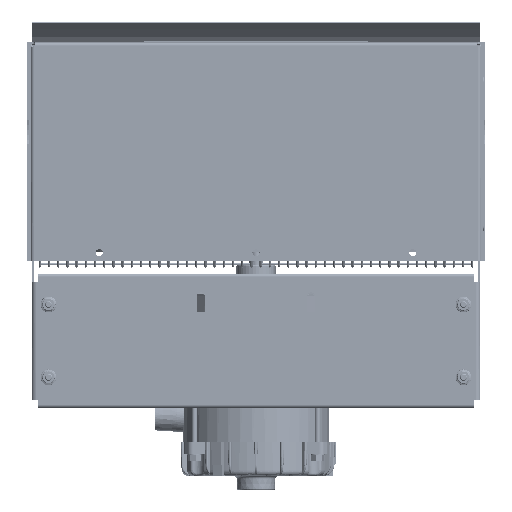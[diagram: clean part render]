
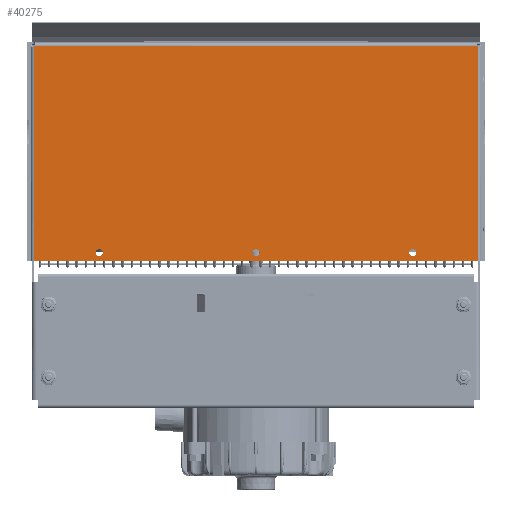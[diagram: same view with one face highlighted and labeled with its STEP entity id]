
A CAD part, front view. The second image highlights one B-rep face of the part: STEP entity #40275.
In plain terms, the highlighted face is planar.
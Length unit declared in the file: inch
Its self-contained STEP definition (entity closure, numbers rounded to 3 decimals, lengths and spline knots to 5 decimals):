
#2108 = EDGE_LOOP ( 'NONE', ( #79179, #81110, #80316, #79135, #79038, #80367 ) ) ;
#2119 = EDGE_LOOP ( 'NONE', ( #81009 ) ) ;
#2228 = EDGE_LOOP ( 'NONE', ( #78701 ) ) ;
#2248 = EDGE_LOOP ( 'NONE', ( #80771 ) ) ;
#20738 = AXIS2_PLACEMENT_3D ( 'NONE', #58699, #58700, #58702 ) ;
#20740 = AXIS2_PLACEMENT_3D ( 'NONE', #58712, #58714, #58715 ) ;
#20741 = AXIS2_PLACEMENT_3D ( 'NONE', #58719, #58721, #58723 ) ;
#20742 = AXIS2_PLACEMENT_3D ( 'NONE', #58730, #58731, #58732 ) ;
#20743 = AXIS2_PLACEMENT_3D ( 'NONE', #58746, #58748, #58749 ) ;
#21568 = VERTEX_POINT ( 'NONE', #41676 ) ;
#26002 = FACE_BOUND ( 'NONE', #2228, .T. ) ;
#26008 = FACE_BOUND ( 'NONE', #2119, .T. ) ;
#26010 = FACE_BOUND ( 'NONE', #2248, .T. ) ;
#26015 = FACE_OUTER_BOUND ( 'NONE', #2108, .T. ) ;
#35781 = CARTESIAN_POINT ( 'NONE',  ( -10.08205, 17.13251, 0.0747 ) ) ;
#35934 = CARTESIAN_POINT ( 'NONE',  ( -10.06996, -2.66677, 0.0747 ) ) ;
#35983 = CARTESIAN_POINT ( 'NONE',  ( -10.08205, -2.67886, 0.0747 ) ) ;
#36884 = CARTESIAN_POINT ( 'NONE',  ( -19.68282, 17.13251, 0.0747 ) ) ;
#36920 = CARTESIAN_POINT ( 'NONE',  ( -19.68282, -2.67886, 0.0747 ) ) ;
#40275 = ADVANCED_FACE ( 'NONE', ( #26010, #26015, #26002, #26008 ), #63573, .T. ) ;
#41676 = CARTESIAN_POINT ( 'NONE',  ( -10.06996, 17.12042, 0.0747 ) ) ;
#47064 = CIRCLE ( 'NONE', #20742, 0.125 ) ;
#47068 = LINE ( 'NONE', #58728, #47083 ) ;
#47069 = LINE ( 'NONE', #58698, #47079 ) ;
#47070 = CIRCLE ( 'NONE', #20738, 0.15748 ) ;
#47075 = CIRCLE ( 'NONE', #20740, 0.15748 ) ;
#47076 = CIRCLE ( 'NONE', #20741, 0.15748 ) ;
#47077 = LINE ( 'NONE', #58735, #47086 ) ;
#47079 = VECTOR ( 'NONE', #58724, 39.37008 ) ;
#47081 = CIRCLE ( 'NONE', #20743, 0.125 ) ;
#47083 = VECTOR ( 'NONE', #58718, 39.37008 ) ;
#47084 = LINE ( 'NONE', #58739, #47090 ) ;
#47086 = VECTOR ( 'NONE', #58738, 39.37008 ) ;
#47090 = VECTOR ( 'NONE', #58741, 39.37008 ) ;
#58698 = CARTESIAN_POINT ( 'NONE',  ( -10.06996, -3.69368, 0.0747 ) ) ;
#58699 = CARTESIAN_POINT ( 'NONE',  ( -19.30782, 14.22682, 0.0747 ) ) ;
#58700 = DIRECTION ( 'NONE',  ( 0., 0., -1. ) ) ;
#58702 = DIRECTION ( 'NONE',  ( 0., -1., 0. ) ) ;
#58712 = CARTESIAN_POINT ( 'NONE',  ( -19.30782, 0.22682, 0.0747 ) ) ;
#58714 = DIRECTION ( 'NONE',  ( 0., 0., 1. ) ) ;
#58715 = DIRECTION ( 'NONE',  ( 0., 1., 0. ) ) ;
#58718 = DIRECTION ( 'NONE',  ( -1., 0., 0. ) ) ;
#58719 = CARTESIAN_POINT ( 'NONE',  ( -19.30782, 7.22682, 0.0747 ) ) ;
#58721 = DIRECTION ( 'NONE',  ( 0., 0., 1. ) ) ;
#58723 = DIRECTION ( 'NONE',  ( 0., 1., 0. ) ) ;
#58724 = DIRECTION ( 'NONE',  ( 0., -1., 0. ) ) ;
#58728 = CARTESIAN_POINT ( 'NONE',  ( -5.81482, 17.13251, 0.0747 ) ) ;
#58730 = CARTESIAN_POINT ( 'NONE',  ( -9.98782, 17.21465, 0.0747 ) ) ;
#58731 = DIRECTION ( 'NONE',  ( 0., 0., -1. ) ) ;
#58732 = DIRECTION ( 'NONE',  ( 0., 1., 0. ) ) ;
#58735 = CARTESIAN_POINT ( 'NONE',  ( -19.68282, -3.69368, 0.0747 ) ) ;
#58738 = DIRECTION ( 'NONE',  ( 0., -1., 0. ) ) ;
#58739 = CARTESIAN_POINT ( 'NONE',  ( -5.81482, -2.67886, 0.0747 ) ) ;
#58741 = DIRECTION ( 'NONE',  ( -1., 0., 0. ) ) ;
#58746 = CARTESIAN_POINT ( 'NONE',  ( -9.98782, -2.761, 0.0747 ) ) ;
#58748 = DIRECTION ( 'NONE',  ( 0., 0., 1. ) ) ;
#58749 = DIRECTION ( 'NONE',  ( 0., -1., 0. ) ) ;
#59910 = AXIS2_PLACEMENT_3D ( 'NONE', #63578, #63576, #63579 ) ;
#63573 = PLANE ( 'NONE',  #59910 ) ;
#63576 = DIRECTION ( 'NONE',  ( 0., 0., 1. ) ) ;
#63578 = CARTESIAN_POINT ( 'NONE',  ( -5.81482, -3.69368, 0.0747 ) ) ;
#63579 = DIRECTION ( 'NONE',  ( 0., 1., 0. ) ) ;
#74429 = VERTEX_POINT ( 'NONE', #35781 ) ;
#74550 = VERTEX_POINT ( 'NONE', #35934 ) ;
#74636 = VERTEX_POINT ( 'NONE', #35983 ) ;
#77092 = VERTEX_POINT ( 'NONE', #36884 ) ;
#77120 = VERTEX_POINT ( 'NONE', #36920 ) ;
#78701 = ORIENTED_EDGE ( 'NONE', *, *, #84882, .F. ) ;
#79038 = ORIENTED_EDGE ( 'NONE', *, *, #84901, .F. ) ;
#79135 = ORIENTED_EDGE ( 'NONE', *, *, #84898, .T. ) ;
#79179 = ORIENTED_EDGE ( 'NONE', *, *, #84888, .F. ) ;
#80316 = ORIENTED_EDGE ( 'NONE', *, *, #84894, .T. ) ;
#80367 = ORIENTED_EDGE ( 'NONE', *, *, #84905, .F. ) ;
#80771 = ORIENTED_EDGE ( 'NONE', *, *, #84885, .F. ) ;
#81009 = ORIENTED_EDGE ( 'NONE', *, *, #84875, .T. ) ;
#81110 = ORIENTED_EDGE ( 'NONE', *, *, #84891, .T. ) ;
#84875 = EDGE_CURVE ( 'NONE', #103340, #103340, #47070, .T. ) ;
#84882 = EDGE_CURVE ( 'NONE', #103342, #103342, #47075, .T. ) ;
#84885 = EDGE_CURVE ( 'NONE', #103343, #103343, #47076, .T. ) ;
#84888 = EDGE_CURVE ( 'NONE', #21568, #74550, #47069, .T. ) ;
#84891 = EDGE_CURVE ( 'NONE', #21568, #74429, #47064, .T. ) ;
#84894 = EDGE_CURVE ( 'NONE', #74429, #77092, #47068, .T. ) ;
#84898 = EDGE_CURVE ( 'NONE', #77092, #77120, #47077, .T. ) ;
#84901 = EDGE_CURVE ( 'NONE', #74636, #77120, #47084, .T. ) ;
#84905 = EDGE_CURVE ( 'NONE', #74550, #74636, #47081, .T. ) ;
#103340 = VERTEX_POINT ( 'NONE', #106542 ) ;
#103342 = VERTEX_POINT ( 'NONE', #106544 ) ;
#103343 = VERTEX_POINT ( 'NONE', #106545 ) ;
#106542 = CARTESIAN_POINT ( 'NONE',  ( -19.30782, 14.06934, 0.0747 ) ) ;
#106544 = CARTESIAN_POINT ( 'NONE',  ( -19.30782, 0.3843, 0.0747 ) ) ;
#106545 = CARTESIAN_POINT ( 'NONE',  ( -19.30782, 7.3843, 0.0747 ) ) ;
